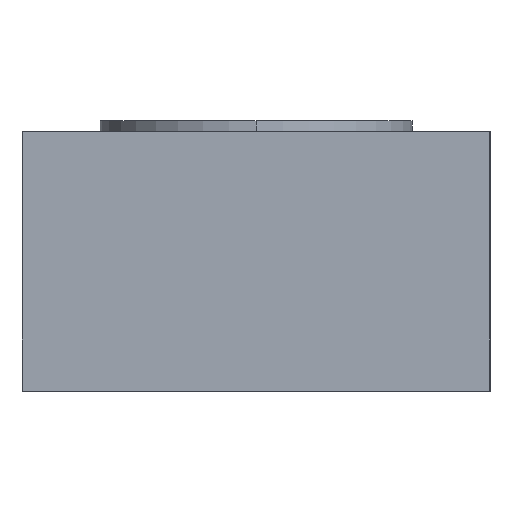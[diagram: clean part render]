
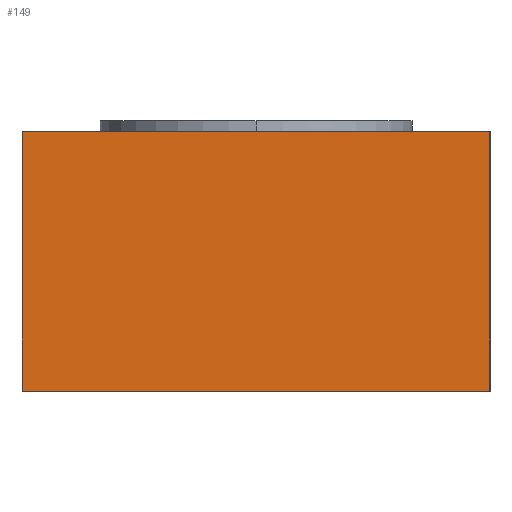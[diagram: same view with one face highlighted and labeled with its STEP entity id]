
A CAD part, left-side view. The second image highlights one B-rep face of the part: STEP entity #149.
In plain terms, the highlighted planar face has unit normal (-1, 0, 0).
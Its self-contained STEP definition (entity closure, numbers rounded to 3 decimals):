
#48 = ORIENTED_EDGE ( 'NONE', *, *, #190, .T. ) ;
#141 = EDGE_CURVE ( 'NONE', #241, #204, #640, .T. ) ;
#149 = ADVANCED_FACE ( 'NONE', ( #604 ), #569, .F. ) ;
#150 = EDGE_LOOP ( 'NONE', ( #151, #156, #157, #48 ) ) ;
#151 = ORIENTED_EDGE ( 'NONE', *, *, #188, .T. ) ;
#156 = ORIENTED_EDGE ( 'NONE', *, *, #259, .F. ) ;
#157 = ORIENTED_EDGE ( 'NONE', *, *, #141, .F. ) ;
#159 = VERTEX_POINT ( 'NONE', #636 ) ;
#176 = VERTEX_POINT ( 'NONE', #625 ) ;
#188 = EDGE_CURVE ( 'NONE', #176, #159, #623, .T. ) ;
#190 = EDGE_CURVE ( 'NONE', #241, #176, #650, .T. ) ;
#204 = VERTEX_POINT ( 'NONE', #560 ) ;
#241 = VERTEX_POINT ( 'NONE', #704 ) ;
#259 = EDGE_CURVE ( 'NONE', #204, #159, #748, .T. ) ;
#560 = CARTESIAN_POINT ( 'NONE',  ( -27.5, -18., 20. ) ) ;
#567 = CARTESIAN_POINT ( 'NONE',  ( -27.5, 18., 20. ) ) ;
#568 = AXIS2_PLACEMENT_3D ( 'NONE', #567, #658, #657 ) ;
#569 = PLANE ( 'NONE',  #568 ) ;
#582 = VECTOR ( 'NONE', #618, 1000. ) ;
#587 = DIRECTION ( 'NONE',  ( 0., -1., 0. ) ) ;
#588 = VECTOR ( 'NONE', #587, 1000. ) ;
#603 = CARTESIAN_POINT ( 'NONE',  ( -27.5, 18., 20. ) ) ;
#604 = FACE_OUTER_BOUND ( 'NONE', #150, .T. ) ;
#618 = DIRECTION ( 'NONE',  ( 0., -1., 0. ) ) ;
#622 = CARTESIAN_POINT ( 'NONE',  ( -27.5, 18., 0. ) ) ;
#623 = LINE ( 'NONE', #622, #588 ) ;
#625 = CARTESIAN_POINT ( 'NONE',  ( -27.5, 18., 0. ) ) ;
#636 = CARTESIAN_POINT ( 'NONE',  ( -27.5, -18., 0. ) ) ;
#640 = LINE ( 'NONE', #603, #582 ) ;
#647 = DIRECTION ( 'NONE',  ( 0., 0., -1. ) ) ;
#648 = VECTOR ( 'NONE', #647, 1000. ) ;
#649 = CARTESIAN_POINT ( 'NONE',  ( -27.5, 18., 20. ) ) ;
#650 = LINE ( 'NONE', #649, #648 ) ;
#657 = DIRECTION ( 'NONE',  ( 0., 1., 0. ) ) ;
#658 = DIRECTION ( 'NONE',  ( 1., 0., 0. ) ) ;
#704 = CARTESIAN_POINT ( 'NONE',  ( -27.5, 18., 20. ) ) ;
#745 = DIRECTION ( 'NONE',  ( 0., 0., -1. ) ) ;
#746 = VECTOR ( 'NONE', #745, 1000. ) ;
#747 = CARTESIAN_POINT ( 'NONE',  ( -27.5, -18., 20. ) ) ;
#748 = LINE ( 'NONE', #747, #746 ) ;
